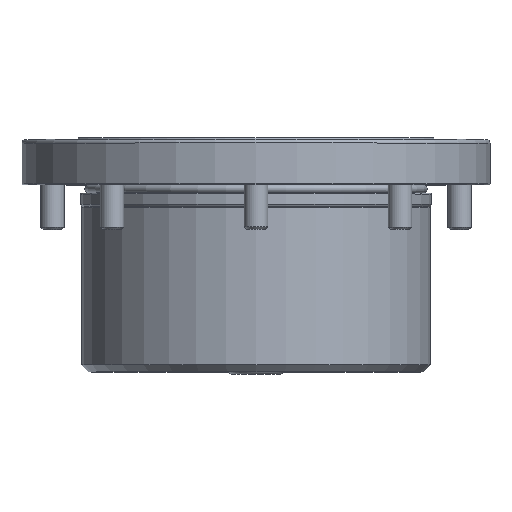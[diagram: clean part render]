
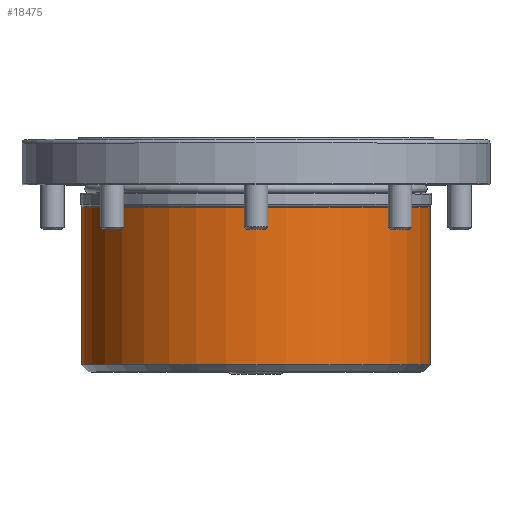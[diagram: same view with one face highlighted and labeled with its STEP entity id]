
A CAD part, top view. The second image highlights one B-rep face of the part: STEP entity #18475.
In plain terms, the highlighted cylindrical face has radius 37.3 mm (diameter 74.6 mm), a full revolution.
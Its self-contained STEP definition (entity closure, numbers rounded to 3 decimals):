
#512 = CARTESIAN_POINT ( 'NONE',  ( 37.3, -14.9, 0. ) ) ;
#739 = AXIS2_PLACEMENT_3D ( 'NONE', #15480, #6868, #11406 ) ;
#1038 = EDGE_CURVE ( 'NONE', #9674, #9674, #16941, .T. ) ;
#3150 = AXIS2_PLACEMENT_3D ( 'NONE', #9197, #19057, #8829 ) ;
#3309 = DIRECTION ( 'NONE',  ( 0., 1., 0. ) ) ;
#3387 = EDGE_LOOP ( 'NONE', ( #10798 ) ) ;
#4662 = FACE_OUTER_BOUND ( 'NONE', #3387, .T. ) ;
#4790 = EDGE_CURVE ( 'NONE', #14207, #14207, #6896, .T. ) ;
#6729 = AXIS2_PLACEMENT_3D ( 'NONE', #17999, #3309, #7748 ) ;
#6868 = DIRECTION ( 'NONE',  ( 0., 1., 0. ) ) ;
#6896 = CIRCLE ( 'NONE', #739, 37.3 ) ;
#7748 = DIRECTION ( 'NONE',  ( 1., 0., 0. ) ) ;
#8424 = CARTESIAN_POINT ( 'NONE',  ( 37.3, -48.5, 0. ) ) ;
#8829 = DIRECTION ( 'NONE',  ( 1., 0., 0. ) ) ;
#9197 = CARTESIAN_POINT ( 'NONE',  ( 0., -12.352, 0. ) ) ;
#9674 = VERTEX_POINT ( 'NONE', #512 ) ;
#10798 = ORIENTED_EDGE ( 'NONE', *, *, #4790, .T. ) ;
#11406 = DIRECTION ( 'NONE',  ( 1., 0., 0. ) ) ;
#13261 = CYLINDRICAL_SURFACE ( 'NONE', #3150, 37.3 ) ;
#14207 = VERTEX_POINT ( 'NONE', #8424 ) ;
#14385 = EDGE_LOOP ( 'NONE', ( #18218 ) ) ;
#15480 = CARTESIAN_POINT ( 'NONE',  ( 0., -48.5, 0. ) ) ;
#16548 = FACE_OUTER_BOUND ( 'NONE', #14385, .T. ) ;
#16941 = CIRCLE ( 'NONE', #6729, 37.3 ) ;
#17999 = CARTESIAN_POINT ( 'NONE',  ( 0., -14.9, 0. ) ) ;
#18218 = ORIENTED_EDGE ( 'NONE', *, *, #1038, .F. ) ;
#18475 = ADVANCED_FACE ( 'NONE', ( #16548, #4662 ), #13261, .T. ) ;
#19057 = DIRECTION ( 'NONE',  ( 0., 1., 0. ) ) ;
